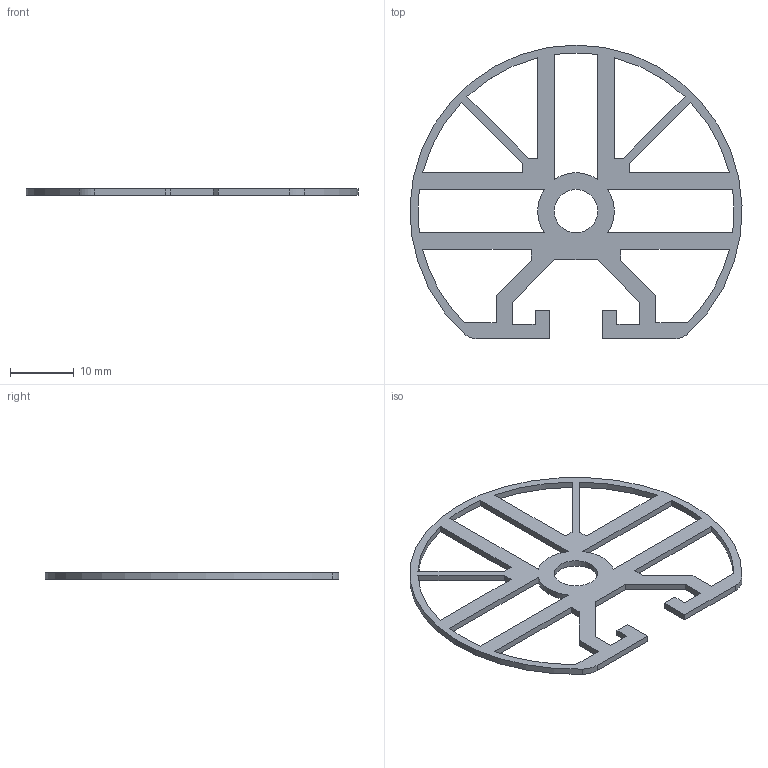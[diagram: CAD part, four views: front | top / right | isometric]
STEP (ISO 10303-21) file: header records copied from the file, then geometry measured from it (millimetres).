
FILE_DESCRIPTION((''),'2;1');
FILE_NAME('SP060_extern.ipt.step','2007-09-10T15:08:19',(''),(''),'Autodesk Inventor 11','Autodesk Inventor 11','');
FILE_SCHEMA(('AUTOMOTIVE_DESIGN { 1 0 10303 214 1 1 1 1 }'));
Length unit declared in the file: millimetre
Products named in the file (1): SP060_extern
Bounding box: 51.97 x 46 x 1 mm (x, y, z)
Volume: 738 mm3; surface area: 2139 mm2
Topology: 1 solids, 1 shells, 61 faces, 178 edges, 119 vertices
Faces by surface type: plane 34, bspline 15, cylinder 12
Entity records: 2113 total; most frequent: CARTESIAN_POINT 457, ORIENTED_EDGE 352, DIRECTION 302, EDGE_CURVE 176, VECTOR 144, LINE 144, VERTEX_POINT 118, EDGE_LOOP 82
